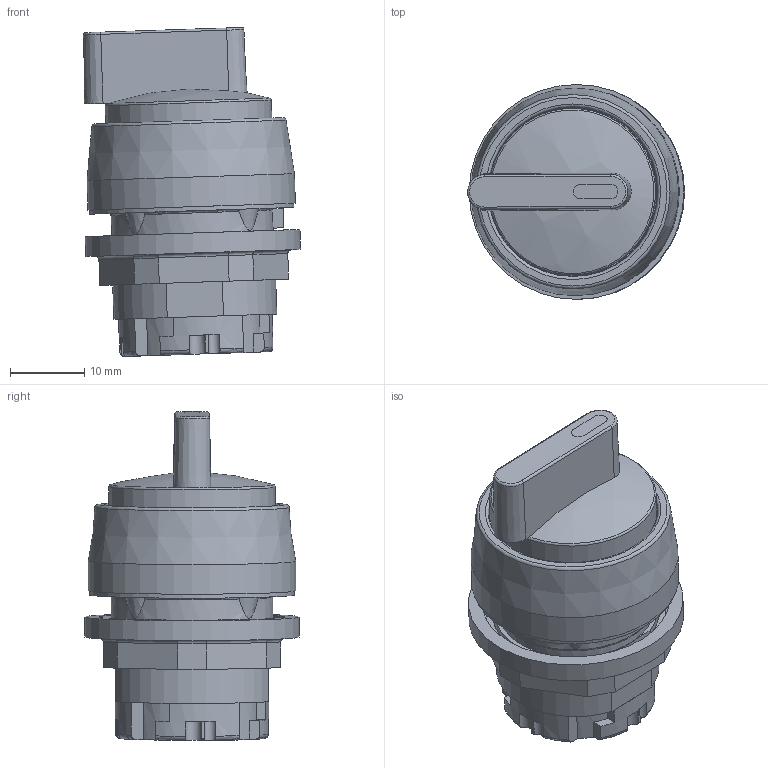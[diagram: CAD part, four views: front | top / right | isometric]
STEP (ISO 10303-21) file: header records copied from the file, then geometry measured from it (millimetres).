
FILE_DESCRIPTION(/* description */ (''),/* implementation_level */ '2;1');
FILE_NAME(/* name */ 'RWB_ipt.stp',/* time_stamp */ '2019-07-23T07:30:02+02:00',/* author */ ('thagel'),/* organization */ (''),/* preprocessor_version */ 'ST-DEVELOPER v17.2',/* originating_system */ 'Autodesk Inventor 2019',/* authorisation */ '');
FILE_SCHEMA (('AUTOMOTIVE_DESIGN { 1 0 10303 214 3 1 1 }'));
Length unit declared in the file: millimetre
Products named in the file (1): RWB
Bounding box: 29.31 x 29 x 44.4 mm (x, y, z)
Volume: 16056 mm3; surface area: 10368.8 mm2
Topology: 1 solids, 7 shells, 393 faces, 1084 edges, 715 vertices
Faces by surface type: plane 244, cylinder 94, torus 39, cone 15, sphere 1
Full cylindrical faces by diameter (mm): 2.636 x1, 2.9 x1, 3.5 x1, 18.017 x2, 18.6 x1, 19.95 x1, 20.25 x1, 20.75 x1, 21.85 x1, 22.5 x1, 22.6 x1, 22.7 x1, 22.9 x1, 25.35 x1, 27.65 x1, 28 x1, 29 x1
Entity records: 13616 total; most frequent: CARTESIAN_POINT 3338, DIRECTION 2177, ORIENTED_EDGE 2166, EDGE_CURVE 1083, AXIS2_PLACEMENT_3D 794, VERTEX_POINT 715, LINE 589, VECTOR 589
